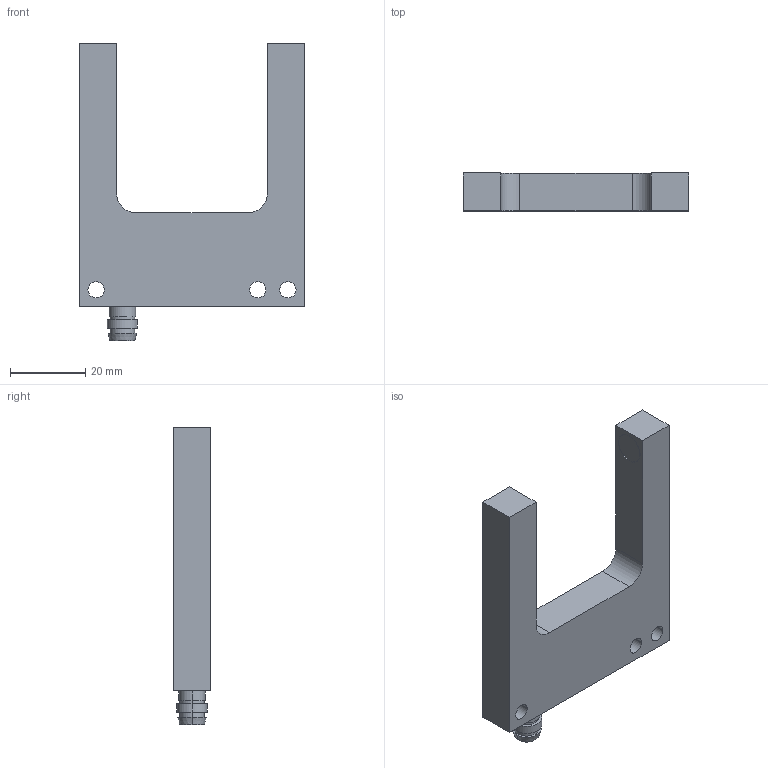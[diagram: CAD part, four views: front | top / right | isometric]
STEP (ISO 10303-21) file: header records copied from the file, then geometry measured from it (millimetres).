
FILE_DESCRIPTION((''),'2;1');
FILE_NAME('DB008751_2D_BASIS_GL40_CAD2341','2016-07-21T',('pfolte'),(''),'PRO/ENGINEER BY PARAMETRIC TECHNOLOGY CORPORATION, 2015440','PRO/ENGINEER BY PARAMETRIC TECHNOLOGY CORPORATION, 2015440','');
FILE_SCHEMA(('CONFIG_CONTROL_DESIGN'));
Length unit declared in the file: millimetre
Products named in the file (1): DB008751_2D_BASIS_GL40_CAD2341
Bounding box: 60 x 10 x 79 mm (x, y, z)
Volume: 24015.5 mm3; surface area: 8862.3 mm2
Topology: 1 solids, 1 shells, 50 faces, 121 edges, 82 vertices
Faces by surface type: cylinder 26, plane 22, cone 2
Entity records: 2179 total; most frequent: DIRECTION 275, CARTESIAN_POINT 265, ORIENTED_EDGE 242, EDGE_CURVE 121, AXIS2_PLACEMENT_3D 108, FILL_AREA_STYLE_COLOUR 97, FILL_AREA_STYLE 97, SURFACE_STYLE_FILL_AREA 97
